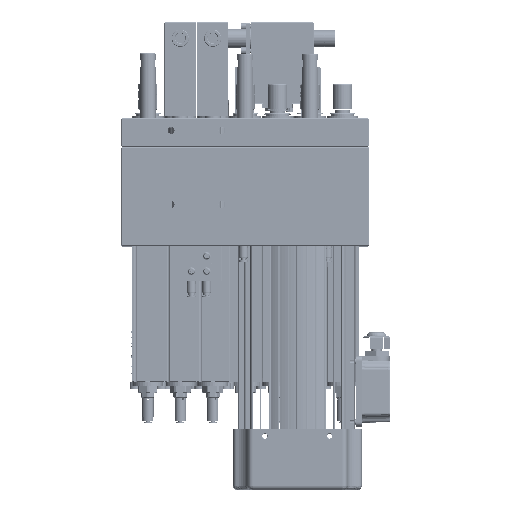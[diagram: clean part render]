
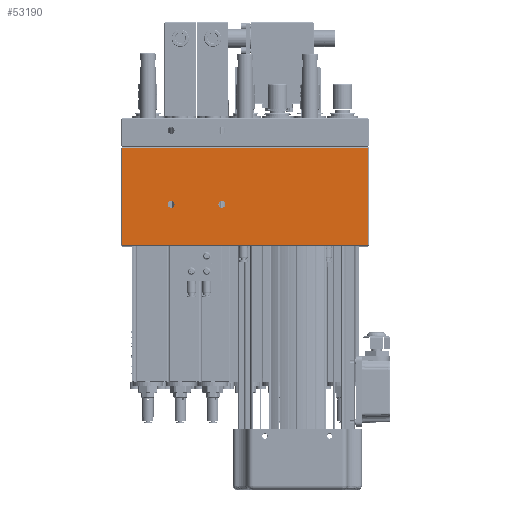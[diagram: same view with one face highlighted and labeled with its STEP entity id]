
A CAD part, top view. The second image highlights one B-rep face of the part: STEP entity #53190.
In plain terms, the highlighted planar face has unit normal (0, 0, 1).
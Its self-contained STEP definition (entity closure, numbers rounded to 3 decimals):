
#3109 = CARTESIAN_POINT ( 'NONE',  ( 217., 97., 250. ) ) ;
#3725 = ORIENTED_EDGE ( 'NONE', *, *, #100818, .T. ) ;
#16221 = DIRECTION ( 'NONE',  ( -1., 0., 0. ) ) ;
#17709 = VERTEX_POINT ( 'NONE', #246884 ) ;
#22443 = EDGE_CURVE ( 'NONE', #92913, #17709, #139565, .T. ) ;
#39250 = CARTESIAN_POINT ( 'NONE',  ( 76.4, 41., 250. ) ) ;
#49769 = AXIS2_PLACEMENT_3D ( 'NONE', #238923, #287360, #260598 ) ;
#53190 = ADVANCED_FACE ( 'NONE', ( #162529, #59105, #55600 ), #64329, .F. ) ;
#55600 = FACE_BOUND ( 'NONE', #125421, .T. ) ;
#59105 = FACE_BOUND ( 'NONE', #186254, .T. ) ;
#60257 = DIRECTION ( 'NONE',  ( 0., 0., 1. ) ) ;
#61251 = DIRECTION ( 'NONE',  ( 1., 0., 0. ) ) ;
#64329 = PLANE ( 'NONE',  #248712 ) ;
#66332 = CARTESIAN_POINT ( 'NONE',  ( -26., 98., 250. ) ) ;
#70331 = VERTEX_POINT ( 'NONE', #144954 ) ;
#76850 = CARTESIAN_POINT ( 'NONE',  ( 23., 41., 250. ) ) ;
#80408 = CARTESIAN_POINT ( 'NONE',  ( 73., 41., 250. ) ) ;
#85083 = DIRECTION ( 'NONE',  ( 0., 0., -1. ) ) ;
#86401 = AXIS2_PLACEMENT_3D ( 'NONE', #252362, #209929, #296809 ) ;
#92913 = VERTEX_POINT ( 'NONE', #39250 ) ;
#100818 = EDGE_CURVE ( 'NONE', #271048, #101957, #105257, .T. ) ;
#101957 = VERTEX_POINT ( 'NONE', #237395 ) ;
#105257 = LINE ( 'NONE', #113977, #249838 ) ;
#108798 = DIRECTION ( 'NONE',  ( -1., 0., 0. ) ) ;
#109325 = EDGE_CURVE ( 'NONE', #101957, #70331, #265730, .T. ) ;
#112781 = ORIENTED_EDGE ( 'NONE', *, *, #198151, .T. ) ;
#113022 = VECTOR ( 'NONE', #16221, 1000. ) ;
#113977 = CARTESIAN_POINT ( 'NONE',  ( -25., 98., 250. ) ) ;
#118025 = VECTOR ( 'NONE', #153997, 1000. ) ;
#125421 = EDGE_LOOP ( 'NONE', ( #139637, #147384 ) ) ;
#125473 = ORIENTED_EDGE ( 'NONE', *, *, #273657, .F. ) ;
#127962 = DIRECTION ( 'NONE',  ( 0., 0., 1. ) ) ;
#130213 = CARTESIAN_POINT ( 'NONE',  ( 217., 98., 250. ) ) ;
#136167 = EDGE_LOOP ( 'NONE', ( #286118, #213581, #112781, #3725 ) ) ;
#138119 = CIRCLE ( 'NONE', #49769, 3.4 ) ;
#139565 = CIRCLE ( 'NONE', #189986, 3.4 ) ;
#139637 = ORIENTED_EDGE ( 'NONE', *, *, #22443, .F. ) ;
#144954 = CARTESIAN_POINT ( 'NONE',  ( 217., 1., 250. ) ) ;
#147384 = ORIENTED_EDGE ( 'NONE', *, *, #210858, .F. ) ;
#152815 = CARTESIAN_POINT ( 'NONE',  ( 218., 1., 250. ) ) ;
#153997 = DIRECTION ( 'NONE',  ( 0., 1., 0. ) ) ;
#162529 = FACE_OUTER_BOUND ( 'NONE', #136167, .T. ) ;
#186254 = EDGE_LOOP ( 'NONE', ( #125473, #266170 ) ) ;
#189986 = AXIS2_PLACEMENT_3D ( 'NONE', #80408, #127962, #294364 ) ;
#193948 = EDGE_CURVE ( 'NONE', #221001, #249992, #229069, .T. ) ;
#198151 = EDGE_CURVE ( 'NONE', #291546, #271048, #294313, .T. ) ;
#205073 = CARTESIAN_POINT ( 'NONE',  ( -25., 97., 250. ) ) ;
#205192 = CARTESIAN_POINT ( 'NONE',  ( -26., 97., 250. ) ) ;
#206264 = VECTOR ( 'NONE', #248033, 1000. ) ;
#206344 = CARTESIAN_POINT ( 'NONE',  ( 26.4, 41., 250. ) ) ;
#209929 = DIRECTION ( 'NONE',  ( 0., 0., 1. ) ) ;
#210858 = EDGE_CURVE ( 'NONE', #17709, #92913, #138119, .T. ) ;
#213581 = ORIENTED_EDGE ( 'NONE', *, *, #249343, .T. ) ;
#221001 = VERTEX_POINT ( 'NONE', #262131 ) ;
#229069 = CIRCLE ( 'NONE', #86401, 3.4 ) ;
#237395 = CARTESIAN_POINT ( 'NONE',  ( -25., 1., 250. ) ) ;
#238923 = CARTESIAN_POINT ( 'NONE',  ( 73., 41., 250. ) ) ;
#242274 = AXIS2_PLACEMENT_3D ( 'NONE', #76850, #60257, #61251 ) ;
#246884 = CARTESIAN_POINT ( 'NONE',  ( 69.6, 41., 250. ) ) ;
#248033 = DIRECTION ( 'NONE',  ( 1., 0., 0. ) ) ;
#248712 = AXIS2_PLACEMENT_3D ( 'NONE', #66332, #85083, #108798 ) ;
#249343 = EDGE_CURVE ( 'NONE', #70331, #291546, #277001, .T. ) ;
#249838 = VECTOR ( 'NONE', #303118, 1000. ) ;
#249992 = VERTEX_POINT ( 'NONE', #206344 ) ;
#252362 = CARTESIAN_POINT ( 'NONE',  ( 23., 41., 250. ) ) ;
#260598 = DIRECTION ( 'NONE',  ( 1., 0., 0. ) ) ;
#262131 = CARTESIAN_POINT ( 'NONE',  ( 19.6, 41., 250. ) ) ;
#265730 = LINE ( 'NONE', #152815, #206264 ) ;
#266170 = ORIENTED_EDGE ( 'NONE', *, *, #193948, .F. ) ;
#271048 = VERTEX_POINT ( 'NONE', #205073 ) ;
#273657 = EDGE_CURVE ( 'NONE', #249992, #221001, #278853, .T. ) ;
#277001 = LINE ( 'NONE', #130213, #118025 ) ;
#278853 = CIRCLE ( 'NONE', #242274, 3.4 ) ;
#286118 = ORIENTED_EDGE ( 'NONE', *, *, #109325, .T. ) ;
#287360 = DIRECTION ( 'NONE',  ( 0., 0., 1. ) ) ;
#291546 = VERTEX_POINT ( 'NONE', #3109 ) ;
#294313 = LINE ( 'NONE', #205192, #113022 ) ;
#294364 = DIRECTION ( 'NONE',  ( 1., 0., 0. ) ) ;
#296809 = DIRECTION ( 'NONE',  ( 1., 0., 0. ) ) ;
#303118 = DIRECTION ( 'NONE',  ( 0., -1., 0. ) ) ;
